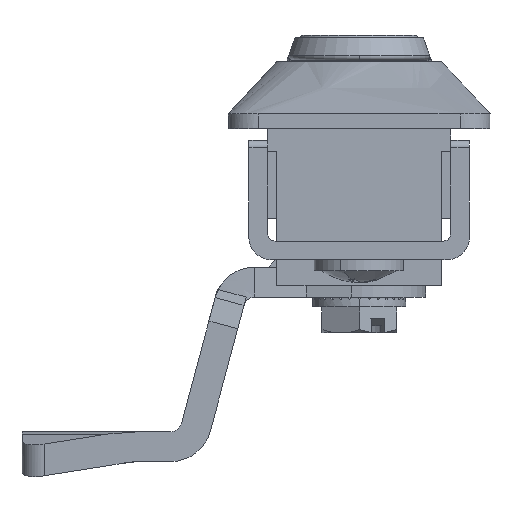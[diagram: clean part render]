
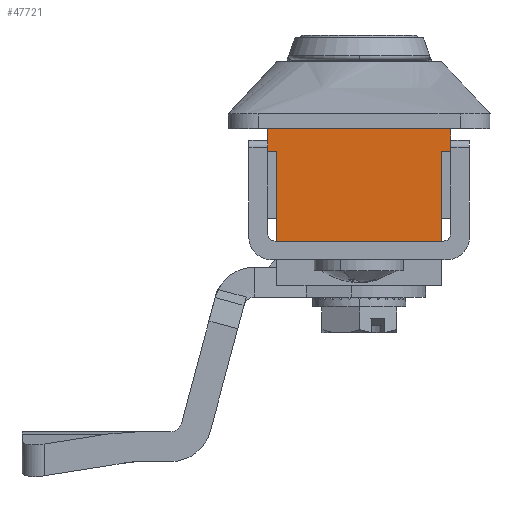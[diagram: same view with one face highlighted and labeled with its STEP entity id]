
A CAD part, left-side view. The second image highlights one B-rep face of the part: STEP entity #47721.
In plain terms, the highlighted planar face has unit normal (-1, 0, 0).
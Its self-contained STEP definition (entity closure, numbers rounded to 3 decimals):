
#946 = CARTESIAN_POINT ( 'NONE',  ( -73.75, 11., 304.058 ) ) ;
#1042 = LINE ( 'NONE', #17102, #23957 ) ;
#1846 = EDGE_CURVE ( 'NONE', #3031, #21621, #17253, .T. ) ;
#2478 = CARTESIAN_POINT ( 'NONE',  ( -73.75, 12.25, 323.058 ) ) ;
#3031 = VERTEX_POINT ( 'NONE', #34333 ) ;
#3466 = LINE ( 'NONE', #19545, #26351 ) ;
#7738 = DIRECTION ( 'NONE',  ( 0., 0., -1. ) ) ;
#7863 = DIRECTION ( 'NONE',  ( 0., -1., 0. ) ) ;
#9442 = CARTESIAN_POINT ( 'NONE',  ( -73.75, -11., 304.058 ) ) ;
#9722 = EDGE_CURVE ( 'NONE', #17791, #39360, #1042, .T. ) ;
#10101 = CARTESIAN_POINT ( 'NONE',  ( -73.75, -11., -24. ) ) ;
#11989 = AXIS2_PLACEMENT_3D ( 'NONE', #946, #17002, #33103 ) ;
#13137 = EDGE_CURVE ( 'NONE', #30937, #17791, #38612, .T. ) ;
#14436 = VECTOR ( 'NONE', #7863, 1000. ) ;
#14755 = DIRECTION ( 'NONE',  ( 0., 0., -1. ) ) ;
#17002 = DIRECTION ( 'NONE',  ( 1., 0., 0. ) ) ;
#17102 = CARTESIAN_POINT ( 'NONE',  ( -73.75, 12.25, -12. ) ) ;
#17253 = LINE ( 'NONE', #33352, #29969 ) ;
#17791 = VERTEX_POINT ( 'NONE', #22836 ) ;
#17930 = EDGE_CURVE ( 'NONE', #31529, #21621, #27836, .T. ) ;
#18565 = DIRECTION ( 'NONE',  ( 0., 0., -1. ) ) ;
#18773 = CARTESIAN_POINT ( 'NONE',  ( -73.75, -12.25, -9. ) ) ;
#19206 = CARTESIAN_POINT ( 'NONE',  ( -73.75, 11., -12. ) ) ;
#19337 = EDGE_CURVE ( 'NONE', #39360, #32820, #34812, .T. ) ;
#19545 = CARTESIAN_POINT ( 'NONE',  ( -73.75, 11., -9. ) ) ;
#20986 = FACE_OUTER_BOUND ( 'NONE', #36126, .T. ) ;
#21621 = VERTEX_POINT ( 'NONE', #23527 ) ;
#21762 = ORIENTED_EDGE ( 'NONE', *, *, #45240, .F. ) ;
#21994 = ORIENTED_EDGE ( 'NONE', *, *, #9722, .T. ) ;
#22836 = CARTESIAN_POINT ( 'NONE',  ( -73.75, 12.25, -12. ) ) ;
#23527 = CARTESIAN_POINT ( 'NONE',  ( -73.75, -12.25, -12. ) ) ;
#23918 = VECTOR ( 'NONE', #7738, 1000. ) ;
#23957 = VECTOR ( 'NONE', #33202, 1000. ) ;
#23988 = VECTOR ( 'NONE', #14755, 1000. ) ;
#25582 = DIRECTION ( 'NONE',  ( 0., 0., -1. ) ) ;
#26351 = VECTOR ( 'NONE', #35627, 1000. ) ;
#27836 = LINE ( 'NONE', #43888, #23918 ) ;
#27954 = LINE ( 'NONE', #44007, #14436 ) ;
#29487 = CARTESIAN_POINT ( 'NONE',  ( -73.75, 12.25, -9. ) ) ;
#29969 = VECTOR ( 'NONE', #49423, 1000. ) ;
#30937 = VERTEX_POINT ( 'NONE', #29487 ) ;
#31529 = VERTEX_POINT ( 'NONE', #18773 ) ;
#32820 = VERTEX_POINT ( 'NONE', #34675 ) ;
#33103 = DIRECTION ( 'NONE',  ( 0., 0., 1. ) ) ;
#33202 = DIRECTION ( 'NONE',  ( 0., -1., 0. ) ) ;
#33352 = CARTESIAN_POINT ( 'NONE',  ( -73.75, -9.75, -12. ) ) ;
#34333 = CARTESIAN_POINT ( 'NONE',  ( -73.75, -11., -12. ) ) ;
#34675 = CARTESIAN_POINT ( 'NONE',  ( -73.75, 11., -24. ) ) ;
#34812 = LINE ( 'NONE', #50866, #23988 ) ;
#35627 = DIRECTION ( 'NONE',  ( 0., -1., 0. ) ) ;
#36122 = EDGE_CURVE ( 'NONE', #3031, #51626, #45567, .T. ) ;
#36126 = EDGE_LOOP ( 'NONE', ( #46836, #42073, #44491, #41053, #21762, #39605, #21994, #40817 ) ) ;
#37049 = PLANE ( 'NONE',  #11989 ) ;
#38612 = LINE ( 'NONE', #2478, #44953 ) ;
#39360 = VERTEX_POINT ( 'NONE', #19206 ) ;
#39605 = ORIENTED_EDGE ( 'NONE', *, *, #13137, .T. ) ;
#40817 = ORIENTED_EDGE ( 'NONE', *, *, #19337, .T. ) ;
#41053 = ORIENTED_EDGE ( 'NONE', *, *, #17930, .F. ) ;
#42073 = ORIENTED_EDGE ( 'NONE', *, *, #36122, .F. ) ;
#43888 = CARTESIAN_POINT ( 'NONE',  ( -73.75, -12.25, 323.058 ) ) ;
#44007 = CARTESIAN_POINT ( 'NONE',  ( -73.75, 11., -24. ) ) ;
#44491 = ORIENTED_EDGE ( 'NONE', *, *, #1846, .T. ) ;
#44953 = VECTOR ( 'NONE', #18565, 1000. ) ;
#45240 = EDGE_CURVE ( 'NONE', #30937, #31529, #3466, .T. ) ;
#45567 = LINE ( 'NONE', #9442, #50992 ) ;
#46301 = EDGE_CURVE ( 'NONE', #32820, #51626, #27954, .T. ) ;
#46836 = ORIENTED_EDGE ( 'NONE', *, *, #46301, .T. ) ;
#47721 = ADVANCED_FACE ( 'NONE', ( #20986 ), #37049, .F. ) ;
#49423 = DIRECTION ( 'NONE',  ( 0., -1., 0. ) ) ;
#50866 = CARTESIAN_POINT ( 'NONE',  ( -73.75, 11., 304.058 ) ) ;
#50992 = VECTOR ( 'NONE', #25582, 1000. ) ;
#51626 = VERTEX_POINT ( 'NONE', #10101 ) ;
